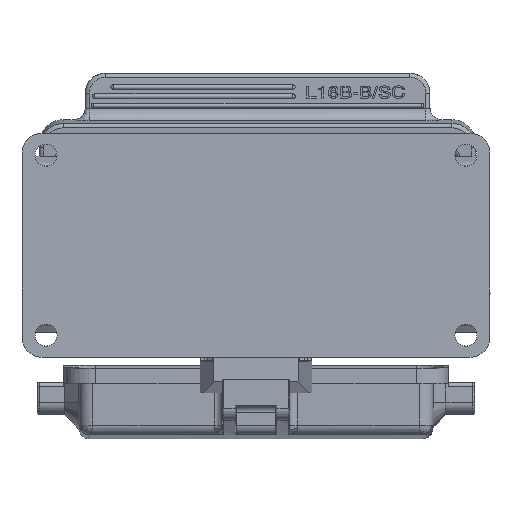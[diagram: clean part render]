
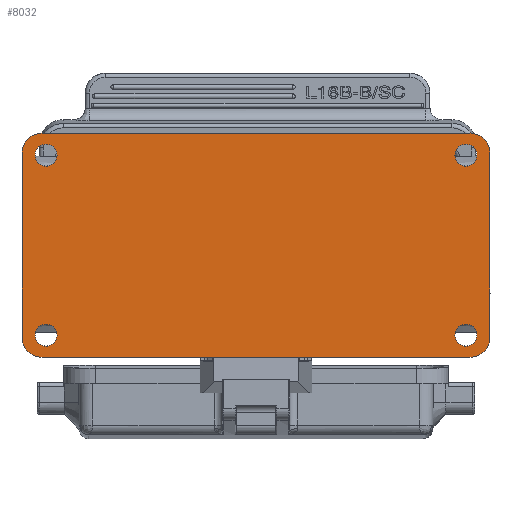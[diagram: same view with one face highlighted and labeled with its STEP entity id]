
A CAD part, front view. The second image highlights one B-rep face of the part: STEP entity #8032.
In plain terms, the highlighted planar face has unit normal (0, -1, -0.009).
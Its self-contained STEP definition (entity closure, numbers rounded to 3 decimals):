
#5571=CIRCLE('',#28428,5.);
#5618=CIRCLE('',#28554,2.75);
#5619=CIRCLE('',#28556,5.);
#5620=CIRCLE('',#28557,5.);
#5621=CIRCLE('',#28558,5.);
#5622=CIRCLE('',#28559,2.75);
#5623=CIRCLE('',#28560,2.75);
#5624=CIRCLE('',#28561,2.75);
#5625=CIRCLE('',#28562,2.75);
#5626=CIRCLE('',#28563,2.75);
#5627=CIRCLE('',#28564,2.75);
#5628=CIRCLE('',#28565,2.75);
#6204=FACE_BOUND('',#11205,.T.);
#6205=FACE_BOUND('',#11206,.T.);
#6206=FACE_BOUND('',#11207,.T.);
#6207=FACE_BOUND('',#11208,.T.);
#6208=FACE_BOUND('',#11209,.T.);
#8032=ADVANCED_FACE('',(#6204,#6205,#6206,#6207,#6208),#9013,.F.);
#9013=PLANE('',#28566);
#11205=EDGE_LOOP('',(#14843,#14844,#14845,#14846,#14847,#14848,#14849,#14850));
#11206=EDGE_LOOP('',(#14851,#14852));
#11207=EDGE_LOOP('',(#14853,#14854));
#11208=EDGE_LOOP('',(#14855,#14856));
#11209=EDGE_LOOP('',(#14857,#14858));
#14843=ORIENTED_EDGE('',*,*,#22685,.F.);
#14844=ORIENTED_EDGE('',*,*,#22689,.T.);
#14845=ORIENTED_EDGE('',*,*,#22905,.F.);
#14846=ORIENTED_EDGE('',*,*,#22723,.T.);
#14847=ORIENTED_EDGE('',*,*,#22906,.F.);
#14848=ORIENTED_EDGE('',*,*,#22907,.F.);
#14849=ORIENTED_EDGE('',*,*,#22908,.F.);
#14850=ORIENTED_EDGE('',*,*,#22668,.T.);
#14851=ORIENTED_EDGE('',*,*,#22909,.F.);
#14852=ORIENTED_EDGE('',*,*,#22910,.F.);
#14853=ORIENTED_EDGE('',*,*,#22911,.F.);
#14854=ORIENTED_EDGE('',*,*,#22912,.F.);
#14855=ORIENTED_EDGE('',*,*,#22913,.F.);
#14856=ORIENTED_EDGE('',*,*,#22914,.F.);
#14857=ORIENTED_EDGE('',*,*,#22915,.F.);
#14858=ORIENTED_EDGE('',*,*,#22904,.F.);
#20019=VERTEX_POINT('',#42174);
#20020=VERTEX_POINT('',#42175);
#20036=VERTEX_POINT('',#42243);
#20039=VERTEX_POINT('',#42250);
#20063=VERTEX_POINT('',#42667);
#20064=VERTEX_POINT('',#42669);
#20167=VERTEX_POINT('',#44810);
#20168=VERTEX_POINT('',#44812);
#20169=VERTEX_POINT('',#44817);
#20170=VERTEX_POINT('',#44819);
#20171=VERTEX_POINT('',#44822);
#20172=VERTEX_POINT('',#44823);
#20173=VERTEX_POINT('',#44826);
#20174=VERTEX_POINT('',#44827);
#20175=VERTEX_POINT('',#44830);
#20176=VERTEX_POINT('',#44831);
#22668=EDGE_CURVE('',#20019,#20020,#25321,.T.);
#22685=EDGE_CURVE('',#20036,#20020,#5571,.T.);
#22689=EDGE_CURVE('',#20036,#20039,#25333,.T.);
#22723=EDGE_CURVE('',#20064,#20063,#25343,.T.);
#22904=EDGE_CURVE('',#20168,#20167,#5618,.T.);
#22905=EDGE_CURVE('',#20064,#20039,#5619,.T.);
#22906=EDGE_CURVE('',#20169,#20063,#5620,.T.);
#22907=EDGE_CURVE('',#20170,#20169,#25388,.T.);
#22908=EDGE_CURVE('',#20019,#20170,#5621,.T.);
#22909=EDGE_CURVE('',#20171,#20172,#5622,.T.);
#22910=EDGE_CURVE('',#20172,#20171,#5623,.T.);
#22911=EDGE_CURVE('',#20173,#20174,#5624,.T.);
#22912=EDGE_CURVE('',#20174,#20173,#5625,.T.);
#22913=EDGE_CURVE('',#20175,#20176,#5626,.T.);
#22914=EDGE_CURVE('',#20176,#20175,#5627,.T.);
#22915=EDGE_CURVE('',#20167,#20168,#5628,.T.);
#25321=LINE('',#42173,#26780);
#25333=LINE('',#42251,#26792);
#25343=LINE('',#42668,#26802);
#25388=LINE('',#44818,#26847);
#26780=VECTOR('',#31514,1.);
#26792=VECTOR('',#31542,1.);
#26802=VECTOR('',#31592,1.);
#26847=VECTOR('',#31851,1.);
#28428=AXIS2_PLACEMENT_3D('',#42242,#31534,#31535);
#28554=AXIS2_PLACEMENT_3D('',#44813,#31843,#31844);
#28556=AXIS2_PLACEMENT_3D('',#44815,#31847,#31848);
#28557=AXIS2_PLACEMENT_3D('',#44816,#31849,#31850);
#28558=AXIS2_PLACEMENT_3D('',#44820,#31852,#31853);
#28559=AXIS2_PLACEMENT_3D('',#44821,#31854,#31855);
#28560=AXIS2_PLACEMENT_3D('',#44824,#31856,#31857);
#28561=AXIS2_PLACEMENT_3D('',#44825,#31858,#31859);
#28562=AXIS2_PLACEMENT_3D('',#44828,#31860,#31861);
#28563=AXIS2_PLACEMENT_3D('',#44829,#31862,#31863);
#28564=AXIS2_PLACEMENT_3D('',#44832,#31864,#31865);
#28565=AXIS2_PLACEMENT_3D('',#44833,#31866,#31867);
#28566=AXIS2_PLACEMENT_3D('',#44834,#31868,#31869);
#31514=DIRECTION('',(0.,-0.009,1.));
#31534=DIRECTION('',(0.,1.,0.009));
#31535=DIRECTION('',(0.,-0.009,1.));
#31542=DIRECTION('',(-1.,0.,0.));
#31592=DIRECTION('',(0.,0.009,-1.));
#31843=DIRECTION('',(0.,-1.,-0.009));
#31844=DIRECTION('',(0.,-0.009,1.));
#31847=DIRECTION('',(0.,1.,0.009));
#31848=DIRECTION('',(-1.,0.,0.));
#31849=DIRECTION('',(0.,1.,0.009));
#31850=DIRECTION('',(0.,0.009,-1.));
#31851=DIRECTION('',(-1.,0.,0.));
#31852=DIRECTION('',(0.,1.,0.009));
#31853=DIRECTION('',(1.,0.,0.));
#31854=DIRECTION('',(0.,-1.,-0.009));
#31855=DIRECTION('',(0.,0.009,-1.));
#31856=DIRECTION('',(0.,-1.,-0.009));
#31857=DIRECTION('',(0.,-0.009,1.));
#31858=DIRECTION('',(0.,-1.,-0.009));
#31859=DIRECTION('',(0.,0.009,-1.));
#31860=DIRECTION('',(0.,-1.,-0.009));
#31861=DIRECTION('',(0.,-0.009,1.));
#31862=DIRECTION('',(0.,-1.,-0.009));
#31863=DIRECTION('',(0.,0.009,-1.));
#31864=DIRECTION('',(0.,-1.,-0.009));
#31865=DIRECTION('',(0.,-0.009,1.));
#31866=DIRECTION('',(0.,-1.,-0.009));
#31867=DIRECTION('',(0.,0.009,-1.));
#31868=DIRECTION('',(0.,1.,0.009));
#31869=DIRECTION('',(0.,-0.009,1.));
#42173=CARTESIAN_POINT('',(117.,49.669,-47.814));
#42174=CARTESIAN_POINT('',(117.,49.669,-47.814));
#42175=CARTESIAN_POINT('',(117.,49.267,-1.816));
#42242=CARTESIAN_POINT('',(112.,49.267,-1.816));
#42243=CARTESIAN_POINT('',(112.,49.224,3.184));
#42250=CARTESIAN_POINT('',(5.,49.224,3.184));
#42251=CARTESIAN_POINT('',(112.,49.224,3.184));
#42667=CARTESIAN_POINT('',(0.,49.669,-47.814));
#42668=CARTESIAN_POINT('',(0.,49.267,-1.816));
#42669=CARTESIAN_POINT('',(0.,49.267,-1.816));
#44810=CARTESIAN_POINT('',(111.,49.296,-5.066));
#44812=CARTESIAN_POINT('',(111.,49.248,0.434));
#44813=CARTESIAN_POINT('',(111.,49.272,-2.316));
#44815=CARTESIAN_POINT('',(5.,49.267,-1.816));
#44816=CARTESIAN_POINT('',(5.,49.669,-47.814));
#44817=CARTESIAN_POINT('',(5.,49.712,-52.814));
#44818=CARTESIAN_POINT('',(112.,49.712,-52.814));
#44819=CARTESIAN_POINT('',(112.,49.712,-52.814));
#44820=CARTESIAN_POINT('',(112.,49.669,-47.814));
#44821=CARTESIAN_POINT('',(6.,49.272,-2.316));
#44822=CARTESIAN_POINT('',(6.,49.296,-5.066));
#44823=CARTESIAN_POINT('',(6.,49.248,0.434));
#44824=CARTESIAN_POINT('',(6.,49.272,-2.316));
#44825=CARTESIAN_POINT('',(6.,49.664,-47.314));
#44826=CARTESIAN_POINT('',(6.,49.688,-50.064));
#44827=CARTESIAN_POINT('',(6.,49.641,-44.564));
#44828=CARTESIAN_POINT('',(6.,49.664,-47.314));
#44829=CARTESIAN_POINT('',(111.,49.664,-47.314));
#44830=CARTESIAN_POINT('',(111.,49.688,-50.064));
#44831=CARTESIAN_POINT('',(111.,49.641,-44.564));
#44832=CARTESIAN_POINT('',(111.,49.664,-47.314));
#44833=CARTESIAN_POINT('',(111.,49.272,-2.316));
#44834=CARTESIAN_POINT('',(58.5,49.468,-24.815));
